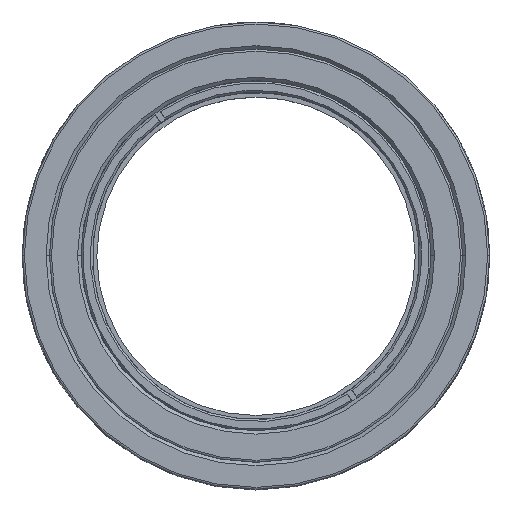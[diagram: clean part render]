
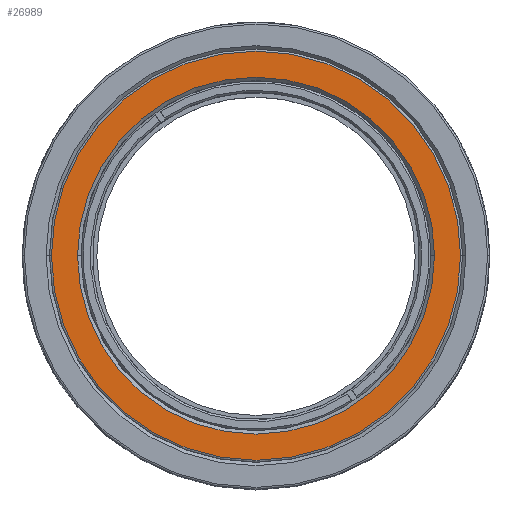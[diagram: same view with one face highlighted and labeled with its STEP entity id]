
A CAD part, top view. The second image highlights one B-rep face of the part: STEP entity #26989.
In plain terms, the highlighted planar face has unit normal (0, 0, 1).
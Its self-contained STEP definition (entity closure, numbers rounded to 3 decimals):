
#103 = ORIENTED_EDGE ( 'NONE', *, *, #14944, .T. ) ;
#188 = CARTESIAN_POINT ( 'NONE',  ( -17.533, 11.524, 26.9 ) ) ;
#497 = CIRCLE ( 'NONE', #25610, 30.2 ) ;
#924 = EDGE_LOOP ( 'NONE', ( #19079, #13252 ) ) ;
#1298 = CIRCLE ( 'NONE', #14786, 26.345 ) ;
#1390 = DIRECTION ( 'NONE',  ( 0., 0., -1. ) ) ;
#2217 = DIRECTION ( 'NONE',  ( 1., 0., 0. ) ) ;
#2925 = EDGE_CURVE ( 'NONE', #20329, #25063, #497, .T. ) ;
#3965 = DIRECTION ( 'NONE',  ( 0., 0., -1. ) ) ;
#4560 = DIRECTION ( 'NONE',  ( 0., 0., 1. ) ) ;
#6649 = CARTESIAN_POINT ( 'NONE',  ( 12.667, 11.524, 26.9 ) ) ;
#7695 = FACE_BOUND ( 'NONE', #924, .T. ) ;
#7745 = CARTESIAN_POINT ( 'NONE',  ( 8.812, 11.524, 26.9 ) ) ;
#8479 = CARTESIAN_POINT ( 'NONE',  ( -17.533, 11.524, 26.9 ) ) ;
#8987 = ORIENTED_EDGE ( 'NONE', *, *, #2925, .T. ) ;
#10276 = DIRECTION ( 'NONE',  ( 1., 0., 0. ) ) ;
#11819 = AXIS2_PLACEMENT_3D ( 'NONE', #25846, #1390, #10276 ) ;
#11912 = FACE_OUTER_BOUND ( 'NONE', #18143, .T. ) ;
#13252 = ORIENTED_EDGE ( 'NONE', *, *, #18366, .T. ) ;
#13894 = VERTEX_POINT ( 'NONE', #7745 ) ;
#14418 = CARTESIAN_POINT ( 'NONE',  ( -47.733, 11.524, 26.9 ) ) ;
#14786 = AXIS2_PLACEMENT_3D ( 'NONE', #8479, #3965, #17055 ) ;
#14801 = AXIS2_PLACEMENT_3D ( 'NONE', #16560, #21066, #26150 ) ;
#14944 = EDGE_CURVE ( 'NONE', #25063, #20329, #19707, .T. ) ;
#16560 = CARTESIAN_POINT ( 'NONE',  ( 12.967, 11.524, 26.9 ) ) ;
#17055 = DIRECTION ( 'NONE',  ( 1., 0., 0. ) ) ;
#18143 = EDGE_LOOP ( 'NONE', ( #103, #8987 ) ) ;
#18366 = EDGE_CURVE ( 'NONE', #28235, #13894, #20651, .T. ) ;
#18536 = CARTESIAN_POINT ( 'NONE',  ( -43.878, 11.524, 26.9 ) ) ;
#19079 = ORIENTED_EDGE ( 'NONE', *, *, #26479, .T. ) ;
#19707 = CIRCLE ( 'NONE', #23891, 30.2 ) ;
#20329 = VERTEX_POINT ( 'NONE', #14418 ) ;
#20651 = CIRCLE ( 'NONE', #11819, 26.345 ) ;
#21066 = DIRECTION ( 'NONE',  ( 0., 0., 1. ) ) ;
#23891 = AXIS2_PLACEMENT_3D ( 'NONE', #28421, #4560, #2217 ) ;
#24794 = DIRECTION ( 'NONE',  ( 0., 0., 1. ) ) ;
#25063 = VERTEX_POINT ( 'NONE', #6649 ) ;
#25610 = AXIS2_PLACEMENT_3D ( 'NONE', #188, #24794, #26692 ) ;
#25846 = CARTESIAN_POINT ( 'NONE',  ( -17.533, 11.524, 26.9 ) ) ;
#26150 = DIRECTION ( 'NONE',  ( 1., 0., 0. ) ) ;
#26479 = EDGE_CURVE ( 'NONE', #13894, #28235, #1298, .T. ) ;
#26692 = DIRECTION ( 'NONE',  ( 1., 0., 0. ) ) ;
#26989 = ADVANCED_FACE ( 'NONE', ( #7695, #11912 ), #27475, .T. ) ;
#27475 = PLANE ( 'NONE',  #14801 ) ;
#28235 = VERTEX_POINT ( 'NONE', #18536 ) ;
#28421 = CARTESIAN_POINT ( 'NONE',  ( -17.533, 11.524, 26.9 ) ) ;
